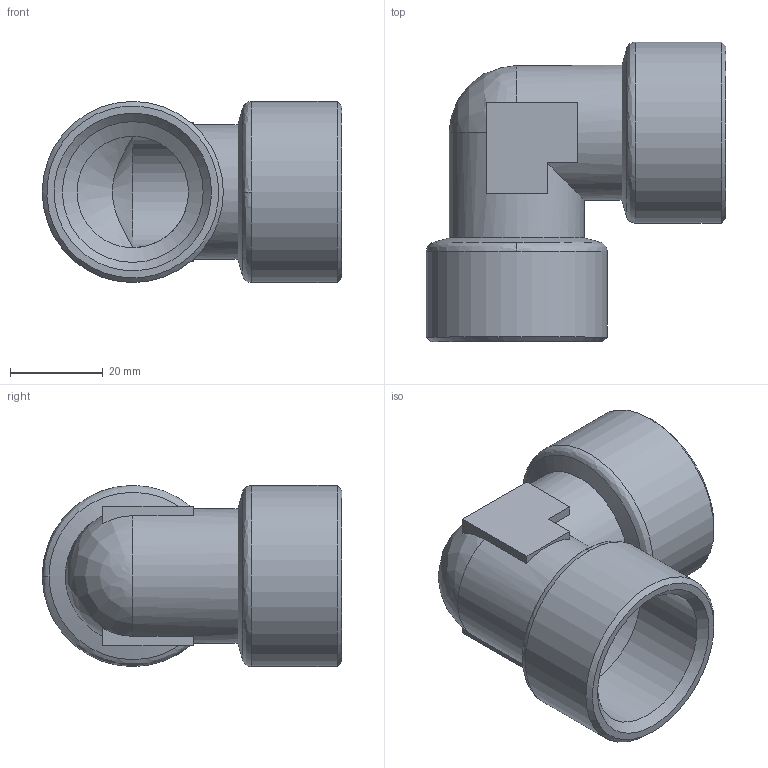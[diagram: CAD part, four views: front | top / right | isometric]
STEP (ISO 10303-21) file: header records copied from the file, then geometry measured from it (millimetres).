
FILE_DESCRIPTION(( 'RA.21.01.01.STEP' ), '1');
FILE_NAME( 'RA.21.01.01.STEP', '2018-11-09T15:46:34',( 'Sopra'),('sopra-pneumatic.com'), 'SwSTEP 2.0','SolidWorks 2009','' );
FILE_SCHEMA (( 'AUTOMOTIVE_DESIGN' ));
Length unit declared in the file: millimetre
Products named in the file (1): 0501000010900A
Bounding box: 64.5 x 64.5 x 39 mm (x, y, z)
Volume: 32014.2 mm3; surface area: 18626.2 mm2
Topology: 1 solids, 1 shells, 39 faces, 98 edges, 60 vertices
Faces by surface type: plane 16, cone 10, cylinder 8, bspline 5
Full cylindrical faces by diameter (mm): 24 x2, 29 x2, 30.291 x2, 39 x2
Entity records: 1745 total; most frequent: CARTESIAN_POINT 906, ORIENTED_EDGE 158, DIRECTION 152, EDGE_CURVE 79, AXIS2_PLACEMENT_3D 60, VERTEX_POINT 58, EDGE_LOOP 57, FACE_OUTER_BOUND 47
